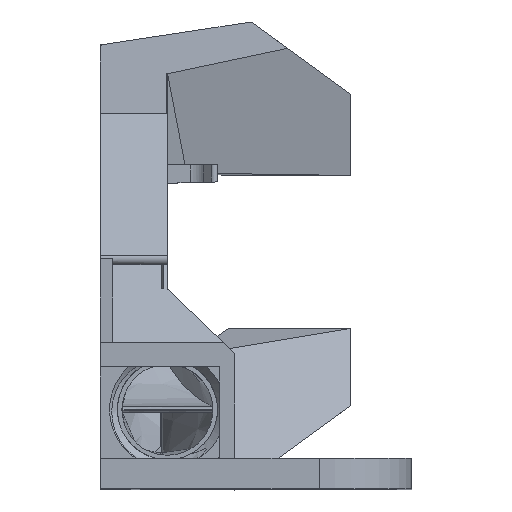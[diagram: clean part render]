
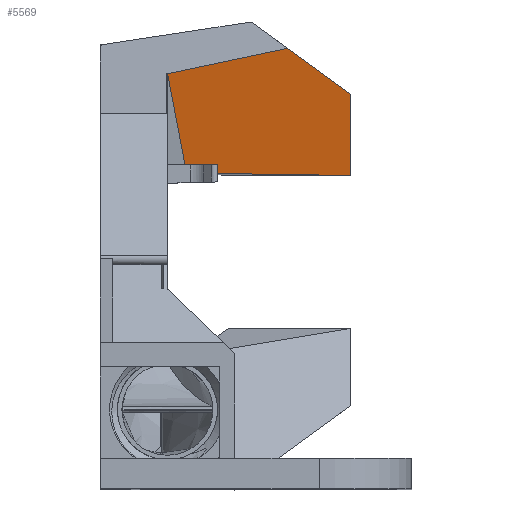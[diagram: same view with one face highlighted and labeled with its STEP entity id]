
A CAD part, top view. The second image highlights one B-rep face of the part: STEP entity #5569.
In plain terms, the highlighted planar face has unit normal (0.447, -0.28, 0.85).
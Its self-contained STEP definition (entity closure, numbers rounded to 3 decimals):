
#5569=ADVANCED_FACE('',(#12789),#12791,.T.);
#12789=FACE_BOUND('',#12790,.T.);
#12790=EDGE_LOOP('',(#18364,#18365,#18366,#18367,#18368,#18369));
#12791=PLANE('',#12792);
#12792=AXIS2_PLACEMENT_3D('',#12793,#12794,#12795);
#12793=CARTESIAN_POINT('',(10.,12.518,-65.749));
#12794=DIRECTION('',(0.447,-0.28,0.85));
#12795=DIRECTION('',(0.,-0.95,-0.312));
#18364=ORIENTED_EDGE('',*,*,#20522,.F.);
#18365=ORIENTED_EDGE('',*,*,#21247,.T.);
#18366=ORIENTED_EDGE('',*,*,#21706,.F.);
#18367=ORIENTED_EDGE('',*,*,#21707,.F.);
#18368=ORIENTED_EDGE('',*,*,#21708,.F.);
#18369=ORIENTED_EDGE('',*,*,#21709,.T.);
#20522=EDGE_CURVE('',#22908,#23537,#23538,.T.);
#21247=EDGE_CURVE('',#22908,#24637,#24646,.T.);
#21706=EDGE_CURVE('',#25333,#24637,#25334,.F.);
#21707=EDGE_CURVE('',#25335,#25333,#25336,.F.);
#21708=EDGE_CURVE('',#25337,#25335,#25338,.T.);
#21709=EDGE_CURVE('',#25337,#23537,#25339,.T.);
#22908=VERTEX_POINT('',#28430);
#23537=VERTEX_POINT('',#29942);
#23538=LINE('',#29943,#29944);
#24637=VERTEX_POINT('',#32800);
#24646=LINE('',#32821,#32822);
#25333=VERTEX_POINT('',#34705);
#25334=LINE('',#34706,#34707);
#25335=VERTEX_POINT('',#34709);
#25336=LINE('',#34710,#34711);
#25337=VERTEX_POINT('',#34713);
#25338=LINE('',#34714,#34715);
#25339=LINE('',#34717,#34718);
#28430=CARTESIAN_POINT('',(-20.,29.139,-44.498));
#29942=CARTESIAN_POINT('',(-0.334,33.322,-53.468));
#29943=CARTESIAN_POINT('',(-20.,29.139,-44.498));
#29944=VECTOR('',#29945,1.);
#29945=DIRECTION('',(0.893,0.19,-0.407));
#32800=CARTESIAN_POINT('',(-17.135,14.244,-50.906));
#32821=CARTESIAN_POINT('',(-20.,29.139,-44.498));
#32822=VECTOR('',#32823,1.);
#32823=DIRECTION('',(0.174,-0.905,-0.389));
#34705=CARTESIAN_POINT('',(-16.875,12.894,-51.486));
#34706=CARTESIAN_POINT('',(-17.135,14.244,-50.906));
#34707=VECTOR('',#34708,1.);
#34708=DIRECTION('',(0.174,-0.905,-0.389));
#34709=CARTESIAN_POINT('',(10.,12.518,-65.749));
#34710=CARTESIAN_POINT('',(-16.875,12.894,-51.486));
#34711=VECTOR('',#34712,1.);
#34712=DIRECTION('',(0.883,-0.012,-0.469));
#34713=CARTESIAN_POINT('',(10.,25.814,-61.375));
#34714=CARTESIAN_POINT('',(10.,25.814,-61.375));
#34715=VECTOR('',#34716,1.);
#34716=DIRECTION('',(0.,-0.95,-0.312));
#34717=CARTESIAN_POINT('',(10.,25.814,-61.375));
#34718=VECTOR('',#34719,1.);
#34719=DIRECTION('',(-0.688,0.5,0.526));
